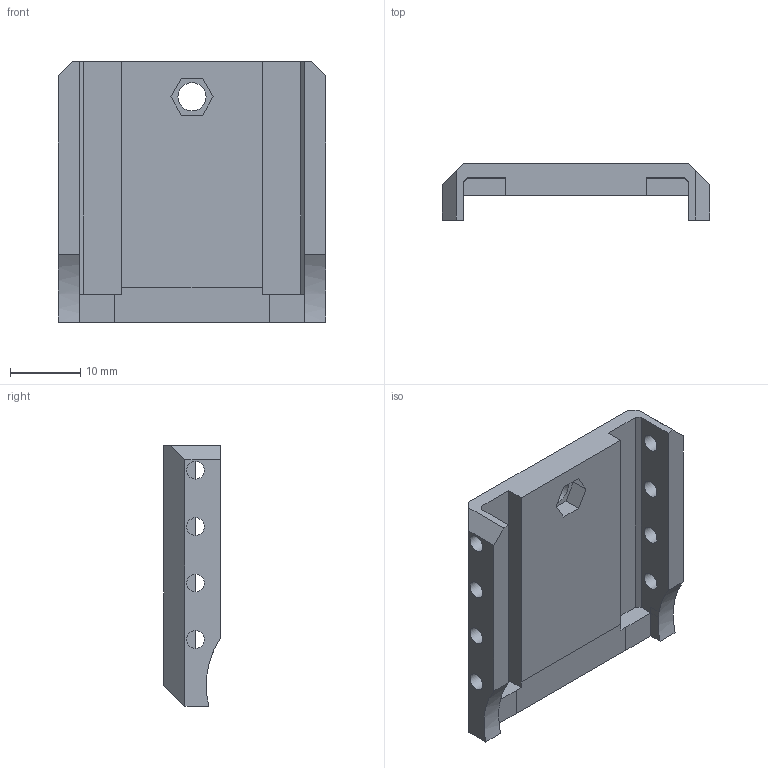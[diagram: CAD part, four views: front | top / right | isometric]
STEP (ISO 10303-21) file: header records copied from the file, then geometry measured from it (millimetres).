
FILE_DESCRIPTION(('FreeCAD Model'),'2;1');
FILE_NAME('ingle2.step', '2015-03-04T18:48:23',('FreeCAD'),('FreeCAD'), 'Open CASCADE STEP processor 6.7','FreeCAD','Unknown');
FILE_SCHEMA(('AUTOMOTIVE_DESIGN_CC2 { 1 2 10303 214 -1 1 5 4 }'));
Length unit declared in the file: millimetre
Products named in the file (1): ingle2
Bounding box: 38 x 8 x 37 mm (x, y, z)
Volume: 5328.1 mm3; surface area: 4210.1 mm2
Topology: 1 solids, 1 shells, 48 faces, 131 edges, 86 vertices
Faces by surface type: plane 37, cylinder 11
Full cylindrical faces by diameter (mm): 2.5 x8, 4 x1
Entity records: 3583 total; most frequent: CARTESIAN_POINT 694, DIRECTION 436, LINE 277, VECTOR 277, ORIENTED_EDGE 262, PCURVE 262, DEFINITIONAL_REPRESENTATION 262, EDGE_CURVE 131
